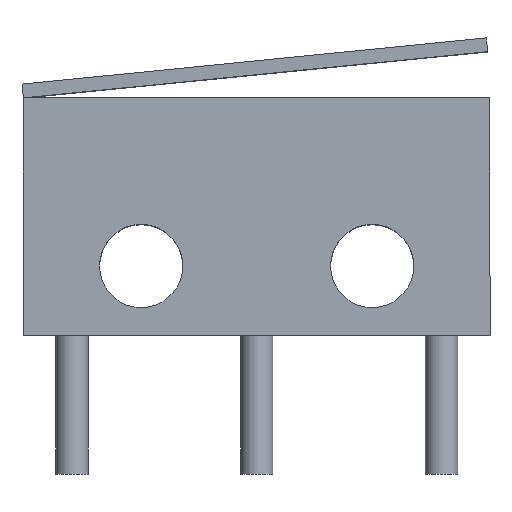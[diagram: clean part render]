
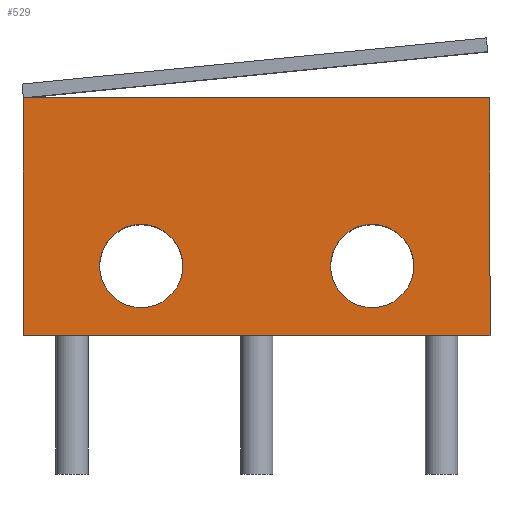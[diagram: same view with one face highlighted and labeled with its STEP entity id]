
A CAD part, top view. The second image highlights one B-rep face of the part: STEP entity #529.
In plain terms, the highlighted planar face has unit normal (0, 0, 1).
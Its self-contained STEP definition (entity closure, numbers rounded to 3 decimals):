
#84=CARTESIAN_POINT('',(4.382,1.905,5.8));
#85=VERTEX_POINT('',#84);
#86=CARTESIAN_POINT('',(3.239,1.905,5.8));
#87=DIRECTION('',(0.0,0.0,-1.0));
#88=DIRECTION('',(-1.0,0.0,0.0));
#89=AXIS2_PLACEMENT_3D('',#86,#87,#88);
#90=CIRCLE('',#89,1.143);
#91=EDGE_CURVE('',#85,#85,#90,.T.);
#112=CARTESIAN_POINT('',(10.732,1.905,5.8));
#113=VERTEX_POINT('',#112);
#114=CARTESIAN_POINT('',(9.589,1.905,5.8));
#115=DIRECTION('',(0.0,0.0,-1.0));
#116=DIRECTION('',(-1.0,0.0,0.0));
#117=AXIS2_PLACEMENT_3D('',#114,#115,#116);
#118=CIRCLE('',#117,1.143);
#119=EDGE_CURVE('',#113,#113,#118,.T.);
#258=CARTESIAN_POINT('',(0.,6.528,5.8));
#259=VERTEX_POINT('',#258);
#396=CARTESIAN_POINT('',(0.0,0.0,5.8));
#397=VERTEX_POINT('',#396);
#404=CARTESIAN_POINT('',(0.,6.528,5.8));
#405=DIRECTION('',(0.0,-1.0,0.0));
#406=VECTOR('',#405,6.528);
#407=LINE('',#404,#406);
#408=EDGE_CURVE('',#259,#397,#407,.T.);
#433=CARTESIAN_POINT('',(12.827,6.528,5.8));
#434=VERTEX_POINT('',#433);
#435=CARTESIAN_POINT('',(12.827,6.528,5.8));
#436=DIRECTION('',(-1.0,0.0,0.0));
#437=VECTOR('',#436,12.827);
#438=LINE('',#435,#437);
#439=EDGE_CURVE('',#434,#259,#438,.T.);
#464=CARTESIAN_POINT('',(12.827,0.0,5.8));
#465=VERTEX_POINT('',#464);
#466=CARTESIAN_POINT('',(12.827,0.0,5.8));
#467=DIRECTION('',(0.0,1.0,0.0));
#468=VECTOR('',#467,6.528);
#469=LINE('',#466,#468);
#470=EDGE_CURVE('',#465,#434,#469,.T.);
#493=CARTESIAN_POINT('',(0.0,0.0,5.8));
#494=DIRECTION('',(1.0,0.0,0.0));
#495=VECTOR('',#494,12.827);
#496=LINE('',#493,#495);
#497=EDGE_CURVE('',#397,#465,#496,.T.);
#512=CARTESIAN_POINT('',(6.414,3.264,5.8));
#513=DIRECTION('',(0.0,0.0,1.0));
#514=DIRECTION('',(1.0,0.0,0.0));
#515=AXIS2_PLACEMENT_3D('',#512,#513,#514);
#516=PLANE('',#515);
#517=ORIENTED_EDGE('',*,*,#497,.T.);
#518=ORIENTED_EDGE('',*,*,#470,.T.);
#519=ORIENTED_EDGE('',*,*,#439,.T.);
#520=ORIENTED_EDGE('',*,*,#408,.T.);
#521=EDGE_LOOP('',(#517,#518,#519,#520));
#522=FACE_OUTER_BOUND('',#521,.T.);
#523=ORIENTED_EDGE('',*,*,#91,.T.);
#524=EDGE_LOOP('',(#523));
#525=FACE_BOUND('',#524,.T.);
#526=ORIENTED_EDGE('',*,*,#119,.T.);
#527=EDGE_LOOP('',(#526));
#528=FACE_BOUND('',#527,.T.);
#529=ADVANCED_FACE('',(#522,#525,#528),#516,.T.);
